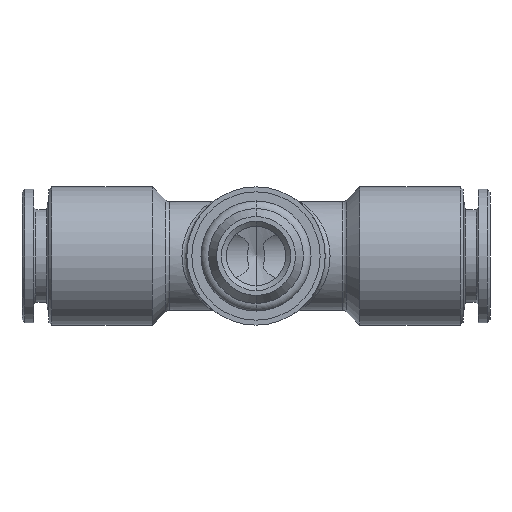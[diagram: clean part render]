
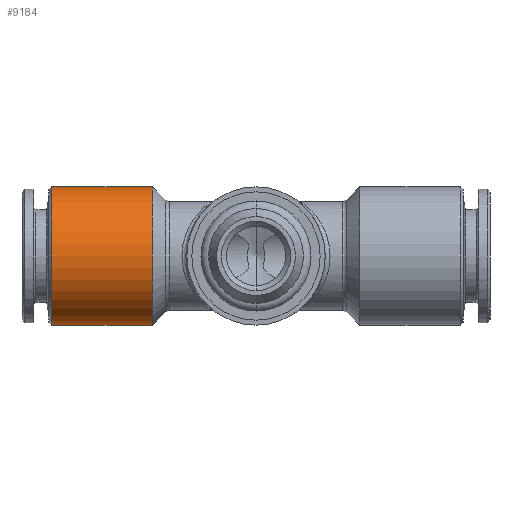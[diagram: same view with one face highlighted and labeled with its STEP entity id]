
A CAD part, front view. The second image highlights one B-rep face of the part: STEP entity #9184.
In plain terms, the highlighted cylindrical face has radius 7 mm (diameter 14 mm), a partial arc.
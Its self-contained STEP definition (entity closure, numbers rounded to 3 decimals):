
#1739 = CARTESIAN_POINT ( 'NONE',  ( -10.5, 15., 7. ) ) ;
#1761 = CARTESIAN_POINT ( 'NONE',  ( -20.7, 15., -7. ) ) ;
#1772 = AXIS2_PLACEMENT_3D ( 'NONE', #1774, #1773, #1775 ) ;
#1773 = DIRECTION ( 'NONE',  ( 1., 0., 0. ) ) ;
#1774 = CARTESIAN_POINT ( 'NONE',  ( 0., 15., 0. ) ) ;
#1775 = DIRECTION ( 'NONE',  ( 0., 0., 1. ) ) ;
#1776 = CYLINDRICAL_SURFACE ( 'NONE', #1772, 7. ) ;
#1778 = CARTESIAN_POINT ( 'NONE',  ( -10.5, 15., -7. ) ) ;
#1783 = CARTESIAN_POINT ( 'NONE',  ( -20.7, 15., 0. ) ) ;
#1786 = CIRCLE ( 'NONE', #1789, 7. ) ;
#1789 = AXIS2_PLACEMENT_3D ( 'NONE', #1783, #1793, #1792 ) ;
#1792 = DIRECTION ( 'NONE',  ( 0., 0., 1. ) ) ;
#1793 = DIRECTION ( 'NONE',  ( -1., 0., 0. ) ) ;
#1794 = FACE_OUTER_BOUND ( 'NONE', #9170, .T. ) ;
#1796 = AXIS2_PLACEMENT_3D ( 'NONE', #1819, #1801, #1797 ) ;
#1797 = DIRECTION ( 'NONE',  ( 0., 0., 1. ) ) ;
#1798 = VECTOR ( 'NONE', #1814, 1000. ) ;
#1799 = CARTESIAN_POINT ( 'NONE',  ( 0., 15., -7. ) ) ;
#1800 = LINE ( 'NONE', #1799, #1798 ) ;
#1801 = DIRECTION ( 'NONE',  ( -1., 0., 0. ) ) ;
#1802 = CARTESIAN_POINT ( 'NONE',  ( -20.7, 15., 7. ) ) ;
#1804 = DIRECTION ( 'NONE',  ( 1., 0., 0. ) ) ;
#1805 = VECTOR ( 'NONE', #1804, 1000. ) ;
#1806 = CARTESIAN_POINT ( 'NONE',  ( 0., 15., 7. ) ) ;
#1814 = DIRECTION ( 'NONE',  ( 1., 0., 0. ) ) ;
#1818 = CIRCLE ( 'NONE', #1796, 7. ) ;
#1819 = CARTESIAN_POINT ( 'NONE',  ( -10.5, 15., 0. ) ) ;
#1820 = LINE ( 'NONE', #1806, #1805 ) ;
#9157 = ORIENTED_EDGE ( 'NONE', *, *, #9193, .T. ) ;
#9168 = VERTEX_POINT ( 'NONE', #1739 ) ;
#9169 = ORIENTED_EDGE ( 'NONE', *, *, #9189, .F. ) ;
#9170 = EDGE_LOOP ( 'NONE', ( #9192, #9157, #9187, #9169 ) ) ;
#9174 = VERTEX_POINT ( 'NONE', #1761 ) ;
#9179 = VERTEX_POINT ( 'NONE', #1778 ) ;
#9182 = EDGE_CURVE ( 'NONE', #9174, #9191, #1786, .T. ) ;
#9184 = ADVANCED_FACE ( 'NONE', ( #1794 ), #1776, .T. ) ;
#9187 = ORIENTED_EDGE ( 'NONE', *, *, #9188, .T. ) ;
#9188 = EDGE_CURVE ( 'NONE', #9179, #9168, #1818, .T. ) ;
#9189 = EDGE_CURVE ( 'NONE', #9191, #9168, #1820, .T. ) ;
#9191 = VERTEX_POINT ( 'NONE', #1802 ) ;
#9192 = ORIENTED_EDGE ( 'NONE', *, *, #9182, .F. ) ;
#9193 = EDGE_CURVE ( 'NONE', #9174, #9179, #1800, .T. ) ;
